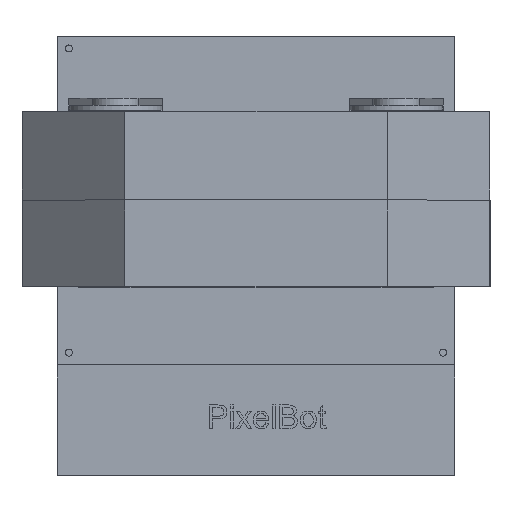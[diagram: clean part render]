
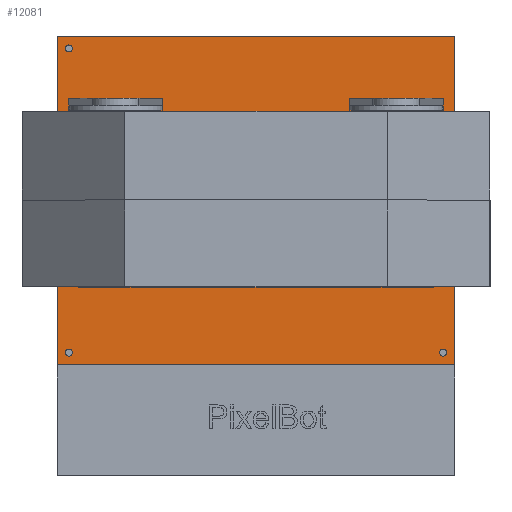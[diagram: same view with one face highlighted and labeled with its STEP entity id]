
A CAD part, top view. The second image highlights one B-rep face of the part: STEP entity #12081.
In plain terms, the highlighted planar face has unit normal (0, 0, 1).
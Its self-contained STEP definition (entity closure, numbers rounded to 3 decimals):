
#498=FACE_BOUND('',#1974,.T.);
#499=FACE_BOUND('',#1975,.T.);
#500=FACE_BOUND('',#1976,.T.);
#501=FACE_BOUND('',#1977,.T.);
#502=FACE_BOUND('',#1978,.T.);
#503=FACE_BOUND('',#1979,.T.);
#504=FACE_BOUND('',#1980,.T.);
#505=FACE_BOUND('',#1981,.T.);
#506=FACE_BOUND('',#1982,.T.);
#507=FACE_BOUND('',#1983,.T.);
#508=FACE_BOUND('',#1984,.T.);
#509=FACE_BOUND('',#1985,.T.);
#753=CIRCLE('',#13006,1.5);
#755=CIRCLE('',#13009,1.5);
#757=CIRCLE('',#13012,1.5);
#759=CIRCLE('',#13015,1.5);
#761=CIRCLE('',#13018,1.5);
#763=CIRCLE('',#13021,1.5);
#765=CIRCLE('',#13024,1.5);
#767=CIRCLE('',#13027,1.5);
#769=CIRCLE('',#13030,20.);
#771=CIRCLE('',#13033,1.5);
#773=CIRCLE('',#13036,1.5);
#775=CIRCLE('',#13039,1.5);
#1232=FACE_OUTER_BOUND('',#1973,.T.);
#1973=EDGE_LOOP('',(#8685,#8686,#8687,#8688));
#1974=EDGE_LOOP('',(#8689));
#1975=EDGE_LOOP('',(#8690));
#1976=EDGE_LOOP('',(#8691));
#1977=EDGE_LOOP('',(#8692));
#1978=EDGE_LOOP('',(#8693));
#1979=EDGE_LOOP('',(#8694));
#1980=EDGE_LOOP('',(#8695));
#1981=EDGE_LOOP('',(#8696));
#1982=EDGE_LOOP('',(#8697));
#1983=EDGE_LOOP('',(#8698));
#1984=EDGE_LOOP('',(#8699));
#1985=EDGE_LOOP('',(#8700));
#2853=LINE('',#17567,#4103);
#2856=LINE('',#17573,#4106);
#2859=LINE('',#17579,#4109);
#2862=LINE('',#17583,#4112);
#4103=VECTOR('',#14452,10.);
#4106=VECTOR('',#14457,10.);
#4109=VECTOR('',#14462,10.);
#4112=VECTOR('',#14467,10.);
#5351=VERTEX_POINT('',#17489);
#5353=VERTEX_POINT('',#17495);
#5355=VERTEX_POINT('',#17501);
#5357=VERTEX_POINT('',#17507);
#5359=VERTEX_POINT('',#17513);
#5361=VERTEX_POINT('',#17519);
#5363=VERTEX_POINT('',#17525);
#5365=VERTEX_POINT('',#17531);
#5367=VERTEX_POINT('',#17537);
#5369=VERTEX_POINT('',#17543);
#5371=VERTEX_POINT('',#17549);
#5373=VERTEX_POINT('',#17555);
#5377=VERTEX_POINT('',#17564);
#5378=VERTEX_POINT('',#17566);
#5380=VERTEX_POINT('',#17572);
#5382=VERTEX_POINT('',#17578);
#6600=EDGE_CURVE('',#5351,#5351,#753,.T.);
#6603=EDGE_CURVE('',#5353,#5353,#755,.T.);
#6606=EDGE_CURVE('',#5355,#5355,#757,.T.);
#6609=EDGE_CURVE('',#5357,#5357,#759,.T.);
#6612=EDGE_CURVE('',#5359,#5359,#761,.T.);
#6615=EDGE_CURVE('',#5361,#5361,#763,.T.);
#6618=EDGE_CURVE('',#5363,#5363,#765,.T.);
#6621=EDGE_CURVE('',#5365,#5365,#767,.T.);
#6624=EDGE_CURVE('',#5367,#5367,#769,.T.);
#6627=EDGE_CURVE('',#5369,#5369,#771,.T.);
#6630=EDGE_CURVE('',#5371,#5371,#773,.T.);
#6633=EDGE_CURVE('',#5373,#5373,#775,.T.);
#6638=EDGE_CURVE('',#5378,#5377,#2853,.T.);
#6641=EDGE_CURVE('',#5380,#5378,#2856,.T.);
#6644=EDGE_CURVE('',#5382,#5380,#2859,.T.);
#6647=EDGE_CURVE('',#5377,#5382,#2862,.T.);
#8685=ORIENTED_EDGE('',*,*,#6647,.T.);
#8686=ORIENTED_EDGE('',*,*,#6644,.T.);
#8687=ORIENTED_EDGE('',*,*,#6641,.T.);
#8688=ORIENTED_EDGE('',*,*,#6638,.T.);
#8689=ORIENTED_EDGE('',*,*,#6600,.T.);
#8690=ORIENTED_EDGE('',*,*,#6603,.T.);
#8691=ORIENTED_EDGE('',*,*,#6606,.T.);
#8692=ORIENTED_EDGE('',*,*,#6609,.T.);
#8693=ORIENTED_EDGE('',*,*,#6612,.T.);
#8694=ORIENTED_EDGE('',*,*,#6615,.T.);
#8695=ORIENTED_EDGE('',*,*,#6618,.T.);
#8696=ORIENTED_EDGE('',*,*,#6621,.T.);
#8697=ORIENTED_EDGE('',*,*,#6624,.T.);
#8698=ORIENTED_EDGE('',*,*,#6627,.T.);
#8699=ORIENTED_EDGE('',*,*,#6630,.T.);
#8700=ORIENTED_EDGE('',*,*,#6633,.T.);
#11583=PLANE('',#13045);
#12081=ADVANCED_FACE('',(#1232,#498,#499,#500,#501,#502,#503,#504,#505,
#506,#507,#508,#509),#11583,.T.);
#13006=AXIS2_PLACEMENT_3D('',#17490,#14366,#14367);
#13009=AXIS2_PLACEMENT_3D('',#17496,#14373,#14374);
#13012=AXIS2_PLACEMENT_3D('',#17502,#14380,#14381);
#13015=AXIS2_PLACEMENT_3D('',#17508,#14387,#14388);
#13018=AXIS2_PLACEMENT_3D('',#17514,#14394,#14395);
#13021=AXIS2_PLACEMENT_3D('',#17520,#14401,#14402);
#13024=AXIS2_PLACEMENT_3D('',#17526,#14408,#14409);
#13027=AXIS2_PLACEMENT_3D('',#17532,#14415,#14416);
#13030=AXIS2_PLACEMENT_3D('',#17538,#14422,#14423);
#13033=AXIS2_PLACEMENT_3D('',#17544,#14429,#14430);
#13036=AXIS2_PLACEMENT_3D('',#17550,#14436,#14437);
#13039=AXIS2_PLACEMENT_3D('',#17556,#14443,#14444);
#13045=AXIS2_PLACEMENT_3D('',#17584,#14468,#14469);
#14366=DIRECTION('center_axis',(0.,0.,-1.));
#14367=DIRECTION('ref_axis',(-1.,0.,0.));
#14373=DIRECTION('center_axis',(0.,0.,-1.));
#14374=DIRECTION('ref_axis',(-1.,0.,0.));
#14380=DIRECTION('center_axis',(0.,0.,-1.));
#14381=DIRECTION('ref_axis',(-1.,0.,0.));
#14387=DIRECTION('center_axis',(0.,0.,-1.));
#14388=DIRECTION('ref_axis',(-1.,0.,0.));
#14394=DIRECTION('center_axis',(0.,0.,-1.));
#14395=DIRECTION('ref_axis',(-1.,0.,0.));
#14401=DIRECTION('center_axis',(0.,0.,-1.));
#14402=DIRECTION('ref_axis',(-1.,0.,0.));
#14408=DIRECTION('center_axis',(0.,0.,-1.));
#14409=DIRECTION('ref_axis',(-1.,0.,0.));
#14415=DIRECTION('center_axis',(0.,0.,-1.));
#14416=DIRECTION('ref_axis',(-1.,0.,0.));
#14422=DIRECTION('center_axis',(0.,0.,-1.));
#14423=DIRECTION('ref_axis',(-1.,0.,0.));
#14429=DIRECTION('center_axis',(0.,0.,-1.));
#14430=DIRECTION('ref_axis',(-1.,0.,0.));
#14436=DIRECTION('center_axis',(0.,0.,-1.));
#14437=DIRECTION('ref_axis',(-1.,0.,0.));
#14443=DIRECTION('center_axis',(0.,0.,-1.));
#14444=DIRECTION('ref_axis',(-1.,0.,0.));
#14452=DIRECTION('',(-1.,0.,0.));
#14457=DIRECTION('',(0.,1.,0.));
#14462=DIRECTION('',(1.,0.,0.));
#14467=DIRECTION('',(0.,-1.,0.));
#14468=DIRECTION('center_axis',(0.,0.,1.));
#14469=DIRECTION('ref_axis',(1.,0.,0.));
#17489=CARTESIAN_POINT('',(118.5,76.5,3.));
#17490=CARTESIAN_POINT('Origin',(117.,76.5,3.));
#17495=CARTESIAN_POINT('',(54.5,63.5,3.));
#17496=CARTESIAN_POINT('Origin',(53.,63.5,3.));
#17501=CARTESIAN_POINT('',(54.5,76.5,3.));
#17502=CARTESIAN_POINT('Origin',(53.,76.5,3.));
#17507=CARTESIAN_POINT('',(118.5,63.5,3.));
#17508=CARTESIAN_POINT('Origin',(117.,63.5,3.));
#17513=CARTESIAN_POINT('',(118.5,100.5,3.));
#17514=CARTESIAN_POINT('Origin',(117.,100.5,3.));
#17519=CARTESIAN_POINT('',(54.5,39.5,3.));
#17520=CARTESIAN_POINT('Origin',(53.,39.5,3.));
#17525=CARTESIAN_POINT('',(54.5,100.5,3.));
#17526=CARTESIAN_POINT('Origin',(53.,100.5,3.));
#17531=CARTESIAN_POINT('',(118.5,39.5,3.));
#17532=CARTESIAN_POINT('Origin',(117.,39.5,3.));
#17537=CARTESIAN_POINT('',(105.,70.,3.));
#17538=CARTESIAN_POINT('Origin',(85.,70.,3.));
#17543=CARTESIAN_POINT('',(166.5,5.,3.));
#17544=CARTESIAN_POINT('Origin',(165.,5.,3.));
#17549=CARTESIAN_POINT('',(6.5,5.,3.));
#17550=CARTESIAN_POINT('Origin',(5.,5.,3.));
#17555=CARTESIAN_POINT('',(6.5,135.,3.));
#17556=CARTESIAN_POINT('Origin',(5.,135.,3.));
#17564=CARTESIAN_POINT('',(0.,140.,3.));
#17566=CARTESIAN_POINT('',(170.,140.,3.));
#17567=CARTESIAN_POINT('',(170.,140.,3.));
#17572=CARTESIAN_POINT('',(170.,0.,3.));
#17573=CARTESIAN_POINT('',(170.,0.,3.));
#17578=CARTESIAN_POINT('',(0.,0.,3.));
#17579=CARTESIAN_POINT('',(0.,0.,3.));
#17583=CARTESIAN_POINT('',(0.,140.,3.));
#17584=CARTESIAN_POINT('Origin',(85.,70.,3.));
